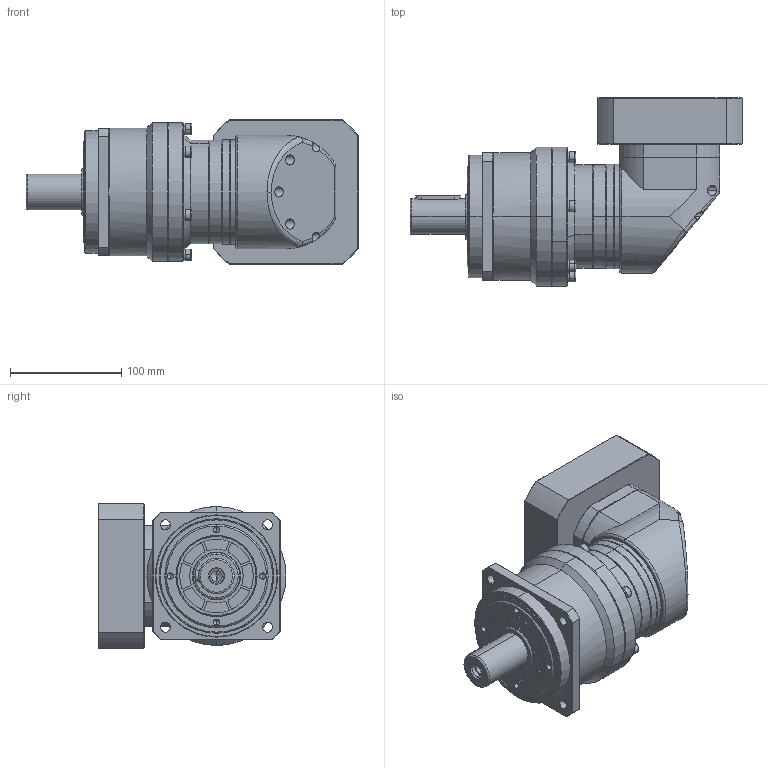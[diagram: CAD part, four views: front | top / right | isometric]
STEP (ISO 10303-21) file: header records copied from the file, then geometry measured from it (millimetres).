
FILE_DESCRIPTION((''),'2;1');
FILE_NAME('TNR115-L2-S2-P2-F-0002_ASM','2024-06-29T13:58:54',('mayn'),(''),'CREO PARAMETRIC BY PTC INC, 2020053','CREO PARAMETRIC BY PTC INC, 2020053','');
FILE_SCHEMA(('CONFIG_CONTROL_DESIGN'));
Length unit declared in the file: millimetre
Products named in the file (22): __20001_1_1; _5_5__5_5__1000_1_1; _TN115_0001_ASM_1_ASM_1_ASM; HEXAGON_SOCKET_HEAD_CAP_SC-5945; HEXAGON_SOCKET_HEAD_CAP_SC-6054; SPRING_LOCK_WASHERS--NORM-16681; HEX_SOCKET_SET_SCREWS_WITH_FLAT; SPRING_LOCK_WASHERS--NORMA-6105; HEXAGON_SOCKET_HEAD_CAP_S-16743; TNR900003_1_1; HEXAGON_SOCKET_HEAD_CAP_S-16621; TN1150001_1_1; TN90_D110-M8-145F10001_1_1; TNR900001_1_1; TNR900002_1_1; _KBR90-D220001_1_1; TNR90_SLDPRT0001_1_1; 40X50X500_1_1; TNR115L2-110-22-60-M8-145SLDA_1_ASM; TNR115L2-110-22-60-M8-145SLDASM_ASM; TNR115-L2-S2-P2-F-0001_ASM_1_ASM; TNR115-L2-S2-P2-F-0002_ASM
Assembly tree (66 placements, depth 6):
  TNR115-L2-S2-P2-F-0002_ASM
    TNR115-L2-S2-P2-F-0001_ASM_1_ASM
      TNR115L2-110-22-60-M8-145SLDASM_ASM
        TNR115L2-110-22-60-M8-145SLDA_1_ASM
          _TN115_0001_ASM_1_ASM_1_ASM
            __20001_1_1
            _5_5__5_5__1000_1_1
          HEXAGON_SOCKET_HEAD_CAP_SC-5945  x6
          HEXAGON_SOCKET_HEAD_CAP_SC-6054  x7
          SPRING_LOCK_WASHERS--NORM-16681  x19
          HEX_SOCKET_SET_SCREWS_WITH_FLAT
          SPRING_LOCK_WASHERS--NORMA-6105  x6
          HEXAGON_SOCKET_HEAD_CAP_S-16743  x6
          TNR900003_1_1
          HEXAGON_SOCKET_HEAD_CAP_S-16621  x7
          TN1150001_1_1
          TN90_D110-M8-145F10001_1_1
          TNR900001_1_1
          TNR900002_1_1
          _KBR90-D220001_1_1
          TNR90_SLDPRT0001_1_1
          40X50X500_1_1
Bounding box: 298.5 x 169 x 130 mm (x, y, z)
Volume: 2486227.7 mm3; surface area: 319136.9 mm2
Topology: 62 solids, 62 shells, 1625 faces, 3967 edges, 2490 vertices
Faces by surface type: plane 680, cylinder 645, cone 221, torus 73, bspline 6
Entity records: 28169 total; most frequent: CARTESIAN_POINT 5809, DIRECTION 5096, ORIENTED_EDGE 4294, EDGE_CURVE 2147, AXIS2_PLACEMENT_3D 2107, VERTEX_POINT 1396, CIRCLE 1115, EDGE_LOOP 1019
